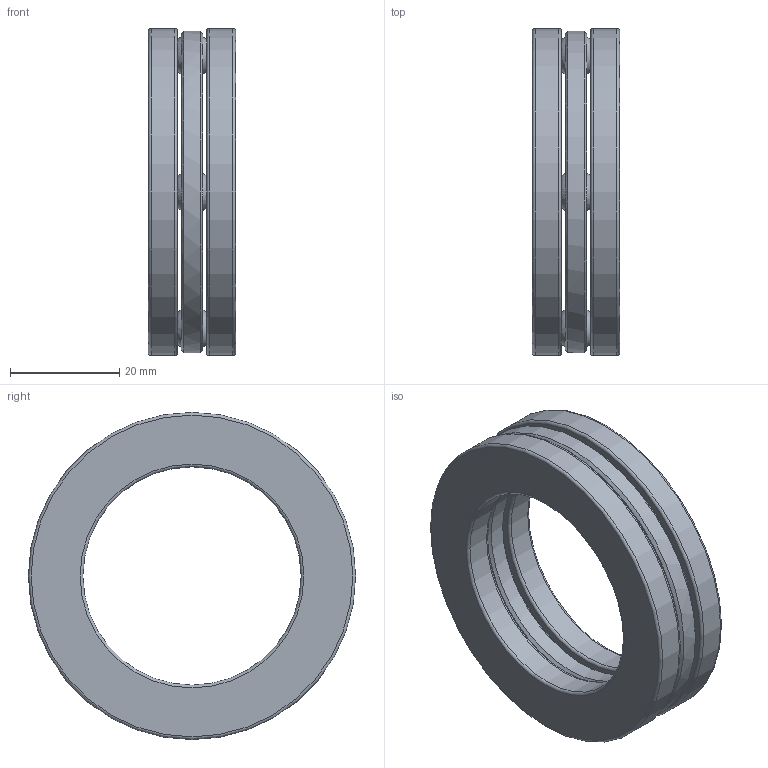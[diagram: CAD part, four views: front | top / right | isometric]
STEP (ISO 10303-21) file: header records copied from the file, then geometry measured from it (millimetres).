
FILE_DESCRIPTION (( 'STEP AP203' ), '1' );
FILE_NAME ('2908-ABB.step', '2017-03-07T16:43:00', ( '' ), ( '' ), 'SwSTEP 2.0', 'SolidWorks 2017', '' );
FILE_SCHEMA (( 'CONFIG_CONTROL_DESIGN' ));
Length unit declared in the file: inch
Products named in the file (1): 2908-ABB
Bounding box: 16 x 59.99 x 59.99 mm (x, y, z)
Volume: 20791.4 mm3; surface area: 14256.2 mm2
Topology: 7 solids, 7 shells, 42 faces, 112 edges, 68 vertices
Faces by surface type: plane 14, torus 10, cylinder 10, sphere 4, cone 4
Full cylindrical faces by diameter (mm): 8.179 x4, 40.005 x2, 41.021 x1, 58.979 x1, 59.995 x2
Entity records: 1207 total; most frequent: CARTESIAN_POINT 251, DIRECTION 198, ORIENTED_EDGE 144, AXIS2_PLACEMENT_3D 99, EDGE_CURVE 72, EDGE_LOOP 68, FACE_OUTER_BOUND 58, CIRCLE 56
